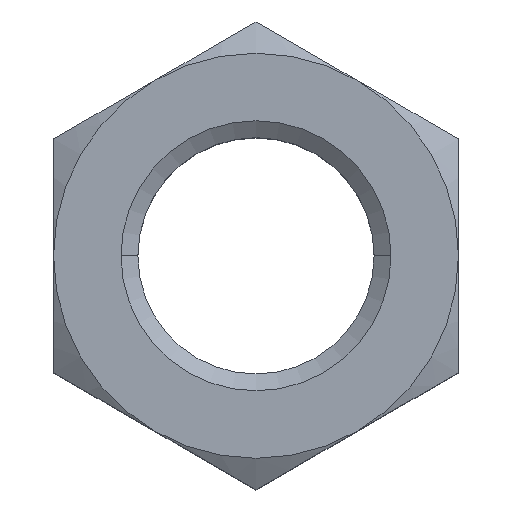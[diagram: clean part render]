
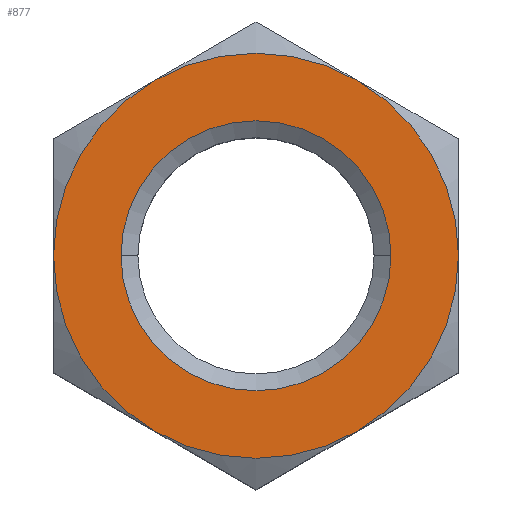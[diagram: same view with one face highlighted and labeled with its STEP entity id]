
A CAD part, top view. The second image highlights one B-rep face of the part: STEP entity #877.
In plain terms, the highlighted planar face has unit normal (0, 0, 1).
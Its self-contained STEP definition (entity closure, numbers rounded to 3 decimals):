
#45 = DIRECTION ( 'NONE',  ( 1., 0., 0. ) ) ;
#46 = DIRECTION ( 'NONE',  ( 0., 0., 1. ) ) ;
#47 = CARTESIAN_POINT ( 'NONE',  ( 0., 0., 0. ) ) ;
#49 = DIRECTION ( 'NONE',  ( 1., 0., 0. ) ) ;
#50 = DIRECTION ( 'NONE',  ( 0., 0., 1. ) ) ;
#51 = CARTESIAN_POINT ( 'NONE',  ( 0., 0., 0. ) ) ;
#88 = DIRECTION ( 'NONE',  ( 1., 0., 0. ) ) ;
#89 = DIRECTION ( 'NONE',  ( 0., 0., 1. ) ) ;
#91 = CARTESIAN_POINT ( 'NONE',  ( 0., 0., 0. ) ) ;
#125 = CIRCLE ( 'NONE', #819, 19.05 ) ;
#127 = CIRCLE ( 'NONE', #559, 19.05 ) ;
#134 = DIRECTION ( 'NONE',  ( 1., 0., 0. ) ) ;
#135 = DIRECTION ( 'NONE',  ( 0., 0., 1. ) ) ;
#143 = CARTESIAN_POINT ( 'NONE',  ( -38.1, 0., 0. ) ) ;
#149 = PLANE ( 'NONE',  #519 ) ;
#159 = CIRCLE ( 'NONE', #523, 12.7 ) ;
#171 = DIRECTION ( 'NONE',  ( 1., 0., 0. ) ) ;
#174 = DIRECTION ( 'NONE',  ( 0., 0., 1. ) ) ;
#175 = CARTESIAN_POINT ( 'NONE',  ( 0., 0., 0. ) ) ;
#184 = DIRECTION ( 'NONE',  ( 1., 0., 0. ) ) ;
#185 = DIRECTION ( 'NONE',  ( 0., 0., 1. ) ) ;
#188 = CARTESIAN_POINT ( 'NONE',  ( 0., 0., 0. ) ) ;
#190 = FACE_BOUND ( 'NONE', #586, .T. ) ;
#192 = DIRECTION ( 'NONE',  ( 1., 0., 0. ) ) ;
#193 = DIRECTION ( 'NONE',  ( 0., 0., 1. ) ) ;
#194 = CARTESIAN_POINT ( 'NONE',  ( 0., 0., 0. ) ) ;
#203 = CIRCLE ( 'NONE', #808, 19.05 ) ;
#205 = FACE_OUTER_BOUND ( 'NONE', #802, .T. ) ;
#219 = CIRCLE ( 'NONE', #555, 19.05 ) ;
#221 = CIRCLE ( 'NONE', #809, 19.05 ) ;
#230 = DIRECTION ( 'NONE',  ( 1., 0., 0. ) ) ;
#235 = DIRECTION ( 'NONE',  ( 0., 0., 1. ) ) ;
#239 = CARTESIAN_POINT ( 'NONE',  ( 0., 0., 0. ) ) ;
#241 = CIRCLE ( 'NONE', #554, 12.7 ) ;
#260 = CIRCLE ( 'NONE', #788, 19.05 ) ;
#348 = CARTESIAN_POINT ( 'NONE',  ( 19.05, 0., 0. ) ) ;
#354 = CARTESIAN_POINT ( 'NONE',  ( -12.7, 0., 0. ) ) ;
#420 = VERTEX_POINT ( 'NONE', #512 ) ;
#435 = ORIENTED_EDGE ( 'NONE', *, *, #861, .T. ) ;
#441 = ORIENTED_EDGE ( 'NONE', *, *, #870, .T. ) ;
#474 = VERTEX_POINT ( 'NONE', #553 ) ;
#500 = CARTESIAN_POINT ( 'NONE',  ( -19.05, 0., 0. ) ) ;
#511 = VERTEX_POINT ( 'NONE', #500 ) ;
#512 = CARTESIAN_POINT ( 'NONE',  ( 9.525, -16.498, 0. ) ) ;
#519 = AXIS2_PLACEMENT_3D ( 'NONE', #143, #135, #134 ) ;
#523 = AXIS2_PLACEMENT_3D ( 'NONE', #91, #89, #88 ) ;
#536 = VERTEX_POINT ( 'NONE', #605 ) ;
#553 = CARTESIAN_POINT ( 'NONE',  ( 12.7, 0., 0. ) ) ;
#554 = AXIS2_PLACEMENT_3D ( 'NONE', #194, #193, #192 ) ;
#555 = AXIS2_PLACEMENT_3D ( 'NONE', #188, #185, #184 ) ;
#559 = AXIS2_PLACEMENT_3D ( 'NONE', #51, #50, #49 ) ;
#575 = VERTEX_POINT ( 'NONE', #598 ) ;
#577 = ORIENTED_EDGE ( 'NONE', *, *, #666, .T. ) ;
#579 = VERTEX_POINT ( 'NONE', #595 ) ;
#586 = EDGE_LOOP ( 'NONE', ( #663, #780 ) ) ;
#595 = CARTESIAN_POINT ( 'NONE',  ( -9.525, -16.498, 0. ) ) ;
#598 = CARTESIAN_POINT ( 'NONE',  ( 9.525, 16.498, 0. ) ) ;
#605 = CARTESIAN_POINT ( 'NONE',  ( -9.525, 16.498, 0. ) ) ;
#606 = ORIENTED_EDGE ( 'NONE', *, *, #910, .T. ) ;
#663 = ORIENTED_EDGE ( 'NONE', *, *, #869, .F. ) ;
#666 = EDGE_CURVE ( 'NONE', #536, #511, #260, .T. ) ;
#701 = ORIENTED_EDGE ( 'NONE', *, *, #871, .T. ) ;
#708 = VERTEX_POINT ( 'NONE', #354 ) ;
#741 = VERTEX_POINT ( 'NONE', #348 ) ;
#750 = ORIENTED_EDGE ( 'NONE', *, *, #908, .T. ) ;
#780 = ORIENTED_EDGE ( 'NONE', *, *, #889, .F. ) ;
#788 = AXIS2_PLACEMENT_3D ( 'NONE', #902, #904, #907 ) ;
#802 = EDGE_LOOP ( 'NONE', ( #750, #606, #435, #577, #701, #441 ) ) ;
#808 = AXIS2_PLACEMENT_3D ( 'NONE', #175, #174, #171 ) ;
#809 = AXIS2_PLACEMENT_3D ( 'NONE', #239, #235, #230 ) ;
#819 = AXIS2_PLACEMENT_3D ( 'NONE', #47, #46, #45 ) ;
#861 = EDGE_CURVE ( 'NONE', #575, #536, #221, .T. ) ;
#869 = EDGE_CURVE ( 'NONE', #474, #708, #241, .T. ) ;
#870 = EDGE_CURVE ( 'NONE', #579, #420, #219, .T. ) ;
#871 = EDGE_CURVE ( 'NONE', #511, #579, #203, .T. ) ;
#877 = ADVANCED_FACE ( 'NONE', ( #205, #190 ), #149, .T. ) ;
#889 = EDGE_CURVE ( 'NONE', #708, #474, #159, .T. ) ;
#902 = CARTESIAN_POINT ( 'NONE',  ( 0., 0., 0. ) ) ;
#904 = DIRECTION ( 'NONE',  ( 0., 0., 1. ) ) ;
#907 = DIRECTION ( 'NONE',  ( 1., 0., 0. ) ) ;
#908 = EDGE_CURVE ( 'NONE', #420, #741, #127, .T. ) ;
#910 = EDGE_CURVE ( 'NONE', #741, #575, #125, .T. ) ;
